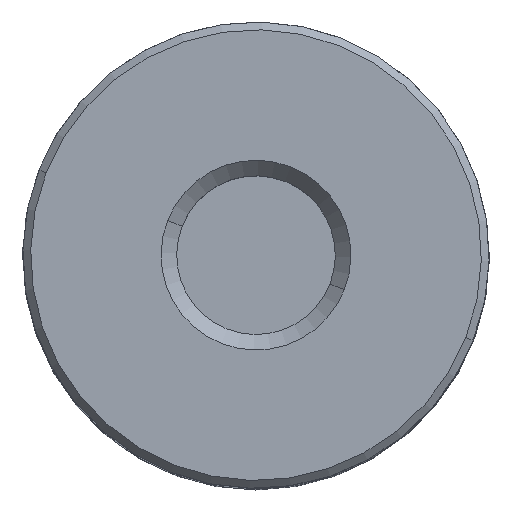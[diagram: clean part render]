
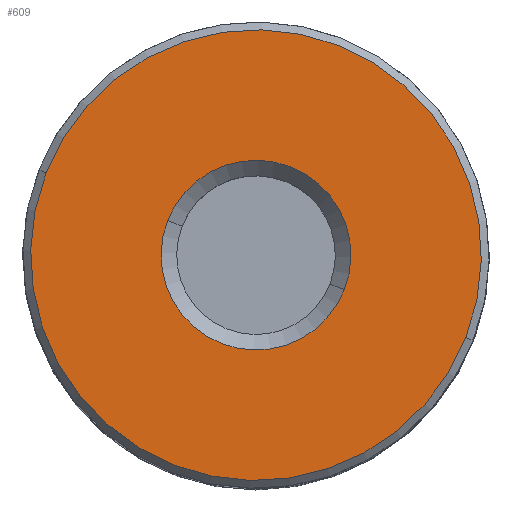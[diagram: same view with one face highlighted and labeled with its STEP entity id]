
A CAD part, top view. The second image highlights one B-rep face of the part: STEP entity #609.
In plain terms, the highlighted face is planar.
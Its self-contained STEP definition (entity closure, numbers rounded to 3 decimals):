
#43 = EDGE_CURVE ( 'NONE', #214, #999, #344, .T. ) ;
#104 = CIRCLE ( 'NONE', #910, 6.1 ) ;
#214 = VERTEX_POINT ( 'NONE', #819 ) ;
#292 = EDGE_LOOP ( 'NONE', ( #1785, #1305 ) ) ;
#340 = CARTESIAN_POINT ( 'NONE',  ( -14.49, 0., 0. ) ) ;
#344 = CIRCLE ( 'NONE', #1267, 6.1 ) ;
#454 = AXIS2_PLACEMENT_3D ( 'NONE', #1052, #1384, #1393 ) ;
#609 = ADVANCED_FACE ( 'NONE', ( #1703, #750 ), #1378, .F. ) ;
#619 = VERTEX_POINT ( 'NONE', #340 ) ;
#662 = CIRCLE ( 'NONE', #2195, 14.49 ) ;
#750 = FACE_OUTER_BOUND ( 'NONE', #292, .T. ) ;
#819 = CARTESIAN_POINT ( 'NONE',  ( -6.1, 0., 0. ) ) ;
#910 = AXIS2_PLACEMENT_3D ( 'NONE', #2155, #2168, #2340 ) ;
#999 = VERTEX_POINT ( 'NONE', #1279 ) ;
#1020 = EDGE_CURVE ( 'NONE', #999, #214, #104, .T. ) ;
#1052 = CARTESIAN_POINT ( 'NONE',  ( 0., 0., 0. ) ) ;
#1116 = EDGE_LOOP ( 'NONE', ( #1359, #2249 ) ) ;
#1263 = DIRECTION ( 'NONE',  ( 0., 0., 1. ) ) ;
#1267 = AXIS2_PLACEMENT_3D ( 'NONE', #1446, #1263, #2149 ) ;
#1279 = CARTESIAN_POINT ( 'NONE',  ( 6.1, 0., 0. ) ) ;
#1305 = ORIENTED_EDGE ( 'NONE', *, *, #1323, .T. ) ;
#1323 = EDGE_CURVE ( 'NONE', #619, #2091, #662, .T. ) ;
#1359 = ORIENTED_EDGE ( 'NONE', *, *, #43, .T. ) ;
#1378 = PLANE ( 'NONE',  #454 ) ;
#1384 = DIRECTION ( 'NONE',  ( 0., 0., 1. ) ) ;
#1393 = DIRECTION ( 'NONE',  ( 1., 0., 0. ) ) ;
#1446 = CARTESIAN_POINT ( 'NONE',  ( 0., 0., 0. ) ) ;
#1703 = FACE_BOUND ( 'NONE', #1116, .T. ) ;
#1785 = ORIENTED_EDGE ( 'NONE', *, *, #1863, .T. ) ;
#1863 = EDGE_CURVE ( 'NONE', #2091, #619, #2004, .T. ) ;
#1878 = CARTESIAN_POINT ( 'NONE',  ( 0., 0., 0. ) ) ;
#1889 = DIRECTION ( 'NONE',  ( 0., 0., -1. ) ) ;
#1898 = DIRECTION ( 'NONE',  ( 1., 0., 0. ) ) ;
#1949 = CARTESIAN_POINT ( 'NONE',  ( 0., 0., 0. ) ) ;
#1960 = CARTESIAN_POINT ( 'NONE',  ( 14.49, 0., 0. ) ) ;
#2004 = CIRCLE ( 'NONE', #2115, 14.49 ) ;
#2047 = DIRECTION ( 'NONE',  ( 0., 0., -1. ) ) ;
#2059 = DIRECTION ( 'NONE',  ( 1., 0., 0. ) ) ;
#2091 = VERTEX_POINT ( 'NONE', #1960 ) ;
#2115 = AXIS2_PLACEMENT_3D ( 'NONE', #1878, #1889, #1898 ) ;
#2149 = DIRECTION ( 'NONE',  ( 1., 0., 0. ) ) ;
#2155 = CARTESIAN_POINT ( 'NONE',  ( 0., 0., 0. ) ) ;
#2168 = DIRECTION ( 'NONE',  ( 0., 0., 1. ) ) ;
#2195 = AXIS2_PLACEMENT_3D ( 'NONE', #1949, #2047, #2059 ) ;
#2249 = ORIENTED_EDGE ( 'NONE', *, *, #1020, .T. ) ;
#2340 = DIRECTION ( 'NONE',  ( 1., 0., 0. ) ) ;
